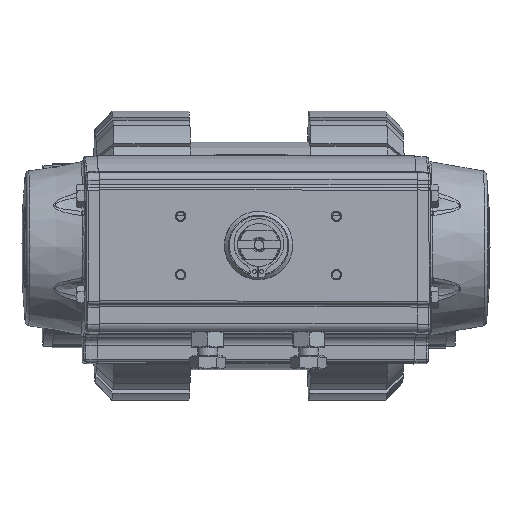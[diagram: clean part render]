
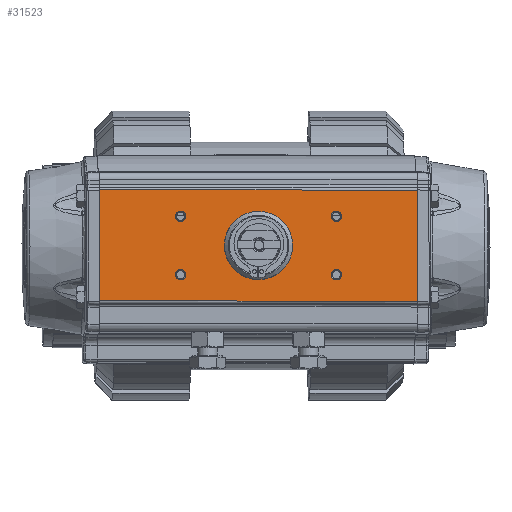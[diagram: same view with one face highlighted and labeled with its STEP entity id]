
A CAD part, top view. The second image highlights one B-rep face of the part: STEP entity #31523.
In plain terms, the highlighted planar face has unit normal (0.019, 0.019, 1).
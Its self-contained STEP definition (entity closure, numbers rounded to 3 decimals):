
#25141=CARTESIAN_POINT('',(-213.135,269.247,255.701));
#25142=VERTEX_POINT('',#25141);
#25150=CARTESIAN_POINT('',(-213.145,326.237,254.625));
#25151=VERTEX_POINT('',#25150);
#25152=CARTESIAN_POINT('',(-213.135,269.247,255.701));
#25153=DIRECTION('',(0.,1.,-0.019));
#25154=VECTOR('',#25153,57.);
#25155=LINE('',#25152,#25154);
#25156=EDGE_CURVE('',#25142,#25151,#25155,.T.);
#31438=CARTESIAN_POINT('',(-50.164,269.218,252.625));
#31439=DIRECTION('',(0.019,0.019,1.));
#31440=DIRECTION('',(-1.,0.,0.019));
#31441=AXIS2_PLACEMENT_3D('',#31438,#31439,#31440);
#31442=PLANE('',#31441);
#31443=CARTESIAN_POINT('',(-50.164,269.218,252.625));
#31444=VERTEX_POINT('',#31443);
#31445=CARTESIAN_POINT('',(-50.174,326.208,251.549));
#31446=VERTEX_POINT('',#31445);
#31447=CARTESIAN_POINT('',(-50.164,269.218,252.625));
#31448=DIRECTION('',(0.,1.,-0.019));
#31449=VECTOR('',#31448,57.);
#31450=LINE('',#31447,#31449);
#31451=EDGE_CURVE('',#31444,#31446,#31450,.T.);
#31452=ORIENTED_EDGE('',*,*,#31451,.T.);
#31453=CARTESIAN_POINT('',(-50.174,326.208,251.549));
#31454=DIRECTION('',(-1.,0.,0.019));
#31455=VECTOR('',#31454,163.);
#31456=LINE('',#31453,#31455);
#31457=EDGE_CURVE('',#31446,#25151,#31456,.T.);
#31458=ORIENTED_EDGE('',*,*,#31457,.T.);
#31459=ORIENTED_EDGE('',*,*,#25156,.F.);
#31460=CARTESIAN_POINT('',(-213.135,269.247,255.701));
#31461=DIRECTION('',(1.,0.,-0.019));
#31462=VECTOR('',#31461,163.);
#31463=LINE('',#31460,#31462);
#31464=EDGE_CURVE('',#25142,#31444,#31463,.T.);
#31465=ORIENTED_EDGE('',*,*,#31464,.T.);
#31466=EDGE_LOOP('',(#31452,#31458,#31459,#31465));
#31467=FACE_OUTER_BOUND('',#31466,.T.);
#31468=CARTESIAN_POINT('',(-91.665,315.367,252.537));
#31469=VERTEX_POINT('',#31468);
#31470=CARTESIAN_POINT('',(-91.664,312.718,252.587));
#31471=DIRECTION('',(-0.019,-0.019,-1.));
#31472=DIRECTION('',(0.,1.,-0.019));
#31473=AXIS2_PLACEMENT_3D('',#31470,#31471,#31472);
#31474=CIRCLE('',#31473,2.65);
#31475=EDGE_CURVE('',#31469,#31469,#31474,.T.);
#31476=ORIENTED_EDGE('',*,*,#31475,.T.);
#31477=EDGE_LOOP('',(#31476));
#31478=FACE_BOUND('',#31477,.T.);
#31479=CARTESIAN_POINT('',(-91.659,285.372,253.103));
#31480=VERTEX_POINT('',#31479);
#31481=CARTESIAN_POINT('',(-91.659,282.723,253.153));
#31482=DIRECTION('',(-0.019,-0.019,-1.));
#31483=DIRECTION('',(0.,1.,-0.019));
#31484=AXIS2_PLACEMENT_3D('',#31481,#31482,#31483);
#31485=CIRCLE('',#31484,2.65);
#31486=EDGE_CURVE('',#31480,#31480,#31485,.T.);
#31487=ORIENTED_EDGE('',*,*,#31486,.T.);
#31488=EDGE_LOOP('',(#31487));
#31489=FACE_BOUND('',#31488,.T.);
#31490=CARTESIAN_POINT('',(-171.645,285.387,254.613));
#31491=VERTEX_POINT('',#31490);
#31492=CARTESIAN_POINT('',(-171.645,282.737,254.663));
#31493=DIRECTION('',(-0.019,-0.019,-1.));
#31494=DIRECTION('',(0.,1.,-0.019));
#31495=AXIS2_PLACEMENT_3D('',#31492,#31493,#31494);
#31496=CIRCLE('',#31495,2.65);
#31497=EDGE_CURVE('',#31491,#31491,#31496,.T.);
#31498=ORIENTED_EDGE('',*,*,#31497,.T.);
#31499=EDGE_LOOP('',(#31498));
#31500=FACE_BOUND('',#31499,.T.);
#31501=CARTESIAN_POINT('',(-171.65,315.381,254.047));
#31502=VERTEX_POINT('',#31501);
#31503=CARTESIAN_POINT('',(-171.65,312.732,254.097));
#31504=DIRECTION('',(-0.019,-0.019,-1.));
#31505=DIRECTION('',(0.,1.,-0.019));
#31506=AXIS2_PLACEMENT_3D('',#31503,#31504,#31505);
#31507=CIRCLE('',#31506,2.65);
#31508=EDGE_CURVE('',#31502,#31502,#31507,.T.);
#31509=ORIENTED_EDGE('',*,*,#31508,.T.);
#31510=EDGE_LOOP('',(#31509));
#31511=FACE_BOUND('',#31510,.T.);
#31512=CARTESIAN_POINT('',(-149.151,297.73,253.955));
#31513=VERTEX_POINT('',#31512);
#31514=CARTESIAN_POINT('',(-131.654,297.727,253.625));
#31515=DIRECTION('',(-0.019,-0.019,-1.));
#31516=DIRECTION('',(-1.,0.,0.019));
#31517=AXIS2_PLACEMENT_3D('',#31514,#31515,#31516);
#31518=CIRCLE('',#31517,17.5);
#31519=EDGE_CURVE('',#31513,#31513,#31518,.T.);
#31520=ORIENTED_EDGE('',*,*,#31519,.T.);
#31521=EDGE_LOOP('',(#31520));
#31522=FACE_BOUND('',#31521,.T.);
#31523=ADVANCED_FACE('',(#31467,#31478,#31489,#31500,#31511,#31522),#31442,.T.);
